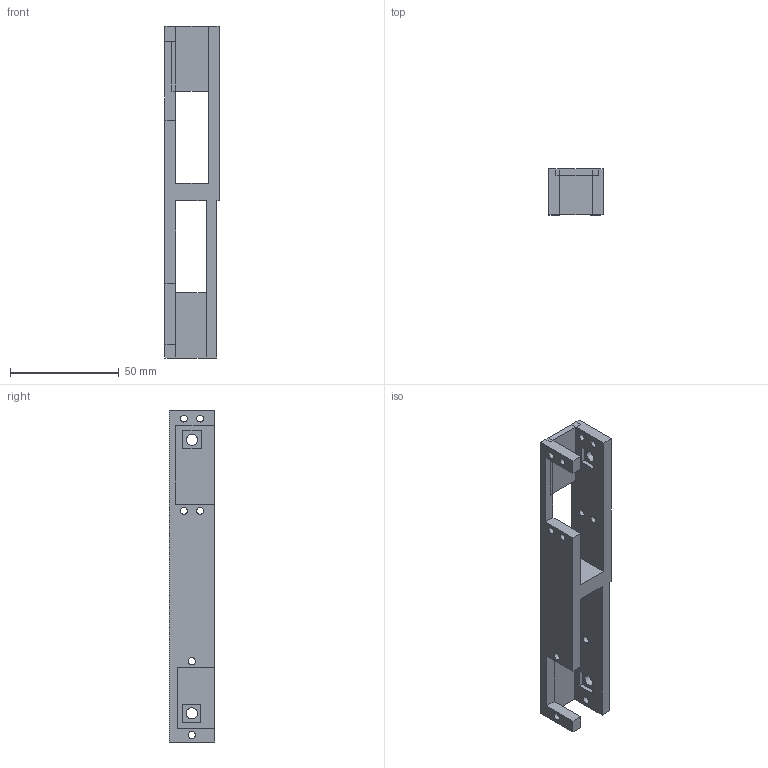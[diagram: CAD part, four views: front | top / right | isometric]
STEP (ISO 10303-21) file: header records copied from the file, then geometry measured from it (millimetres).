
FILE_DESCRIPTION(('FreeCAD Model'),'2;1');
FILE_NAME('Open CASCADE Shape Model','2024-06-21T15:05:40',('Author'),( ''),'Open CASCADE STEP processor 7.6','FreeCAD','Unknown');
FILE_SCHEMA(('AUTOMOTIVE_DESIGN { 1 0 10303 214 1 1 1 1 }'));
Length unit declared in the file: millimetre
Products named in the file (2): right calf; calf
Assembly tree (1 placements, depth 2):
  right calf
    calf
Bounding box: 25 x 21 x 153 mm (x, y, z)
Volume: 30676.2 mm3; surface area: 17046.7 mm2
Topology: 1 solids, 1 shells, 67 faces, 183 edges, 116 vertices
Faces by surface type: plane 53, cylinder 14
Full cylindrical faces by diameter (mm): 3.1 x8, 3.3 x4, 5.2 x2
Entity records: 2185 total; most frequent: CARTESIAN_POINT 368, ORIENTED_EDGE 366, DIRECTION 349, EDGE_CURVE 183, LINE 155, VECTOR 155, VERTEX_POINT 116, AXIS2_PLACEMENT_3D 97
